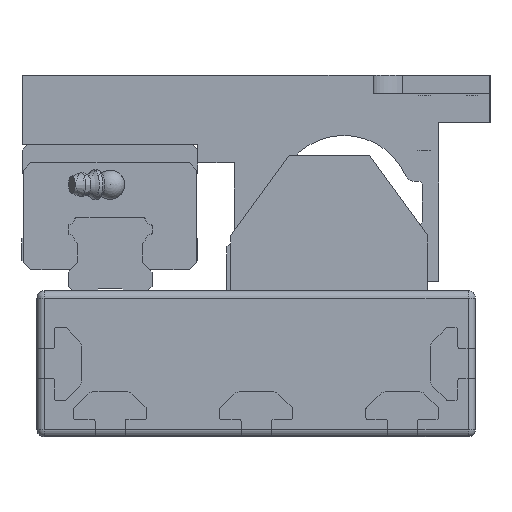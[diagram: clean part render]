
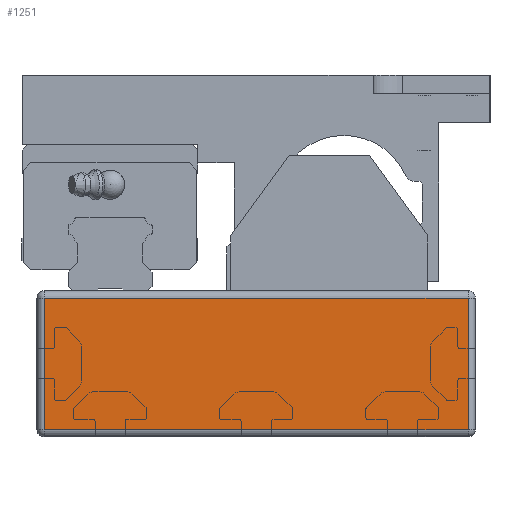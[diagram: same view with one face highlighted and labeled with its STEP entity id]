
A CAD part, left-side view. The second image highlights one B-rep face of the part: STEP entity #1251.
In plain terms, the highlighted planar face has unit normal (-1, 0, 0).
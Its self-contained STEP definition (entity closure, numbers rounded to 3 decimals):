
#1251 = ADVANCED_FACE( '', ( #2615 ), #2616, .T. );
#2615 = FACE_OUTER_BOUND( '', #4044, .T. );
#2616 = PLANE( '', #4045 );
#4044 = EDGE_LOOP( '', ( #7545, #7546, #7547, #7548 ) );
#4045 = AXIS2_PLACEMENT_3D( '', #7549, #7550, #7551 );
#7545 = ORIENTED_EDGE( '', *, *, #9007, .F. );
#7546 = ORIENTED_EDGE( '', *, *, #8442, .F. );
#7547 = ORIENTED_EDGE( '', *, *, #8268, .F. );
#7548 = ORIENTED_EDGE( '', *, *, #9034, .F. );
#7549 = CARTESIAN_POINT( '', ( -743., 58., 38. ) );
#7550 = DIRECTION( '', ( -1., 0., 0. ) );
#7551 = DIRECTION( '', ( 0., 0., 1. ) );
#8268 = EDGE_CURVE( '', #10023, #10019, #10025, .T. );
#8442 = EDGE_CURVE( '', #10019, #10291, #10292, .T. );
#9007 = EDGE_CURVE( '', #10291, #11066, #11067, .T. );
#9034 = EDGE_CURVE( '', #11066, #10023, #11095, .T. );
#10019 = VERTEX_POINT( '', #12390 );
#10023 = VERTEX_POINT( '', #12395 );
#10025 = LINE( '', #12397, #12398 );
#10291 = VERTEX_POINT( '', #12760 );
#10292 = LINE( '', #12761, #12762 );
#11066 = VERTEX_POINT( '', #13915 );
#11067 = LINE( '', #13916, #13917 );
#11095 = LINE( '', #13950, #13951 );
#12390 = CARTESIAN_POINT( '', ( -743., -58., 2. ) );
#12395 = CARTESIAN_POINT( '', ( -743., -58., 38. ) );
#12397 = CARTESIAN_POINT( '', ( -743., -58., 2. ) );
#12398 = VECTOR( '', #14747, 1000. );
#12760 = CARTESIAN_POINT( '', ( -743., 58., 2. ) );
#12761 = CARTESIAN_POINT( '', ( -743., 58., 2. ) );
#12762 = VECTOR( '', #14958, 1000. );
#13915 = CARTESIAN_POINT( '', ( -743., 58., 38. ) );
#13916 = CARTESIAN_POINT( '', ( -743., 58., 38. ) );
#13917 = VECTOR( '', #15545, 1000. );
#13950 = CARTESIAN_POINT( '', ( -743., -58., 38. ) );
#13951 = VECTOR( '', #15569, 1000. );
#14747 = DIRECTION( '', ( 0., 0., -1. ) );
#14958 = DIRECTION( '', ( 0., 1., 0. ) );
#15545 = DIRECTION( '', ( 0., 0., 1. ) );
#15569 = DIRECTION( '', ( 0., -1., 0. ) );
